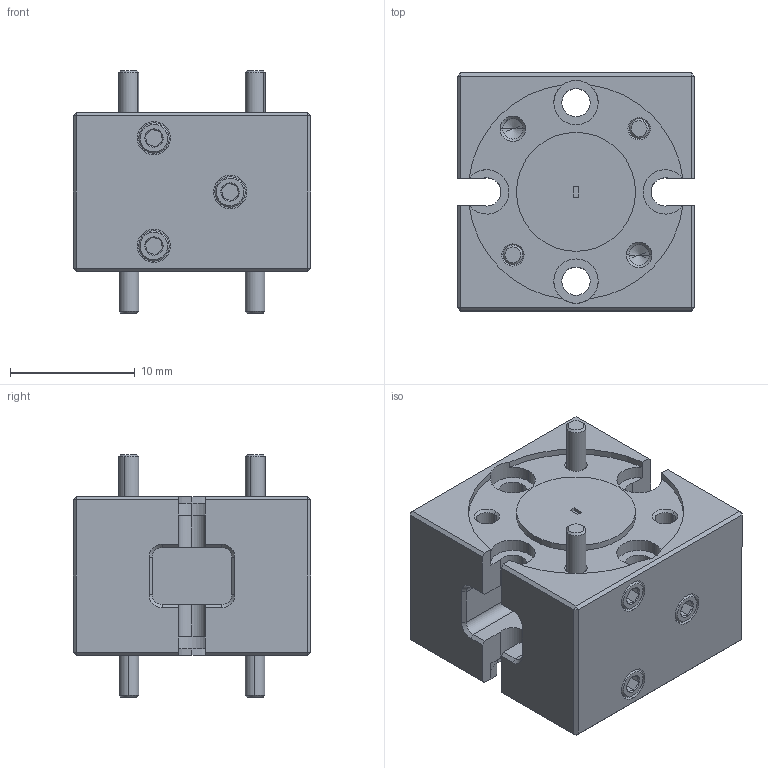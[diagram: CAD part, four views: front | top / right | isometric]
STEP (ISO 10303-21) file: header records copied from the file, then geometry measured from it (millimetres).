
FILE_DESCRIPTION (( 'STEP AP203' ), '1' );
FILE_NAME ('WF-B03-A-0.5 updated.STEP', '2023-05-11T16:02:30', ( '' ), ( '' ), 'SwSTEP 2.0', 'SolidWorks 2021', '' );
FILE_SCHEMA (( 'CONFIG_CONTROL_DESIGN' ));
Length unit declared in the file: inch
Products named in the file (1): WF-B03-A-0.5 updated
Bounding box: 19.05 x 19.05 x 19.43 mm (x, y, z)
Volume: 3898.7 mm3; surface area: 2707.2 mm2
Topology: 11 solids, 11 shells, 389 faces, 851 edges, 498 vertices
Faces by surface type: plane 160, cone 122, cylinder 107
Entity records: 10606 total; most frequent: CARTESIAN_POINT 1957, DIRECTION 1901, ORIENTED_EDGE 1670, EDGE_CURVE 835, AXIS2_PLACEMENT_3D 718, VERTEX_POINT 498, VECTOR 465, LINE 465
